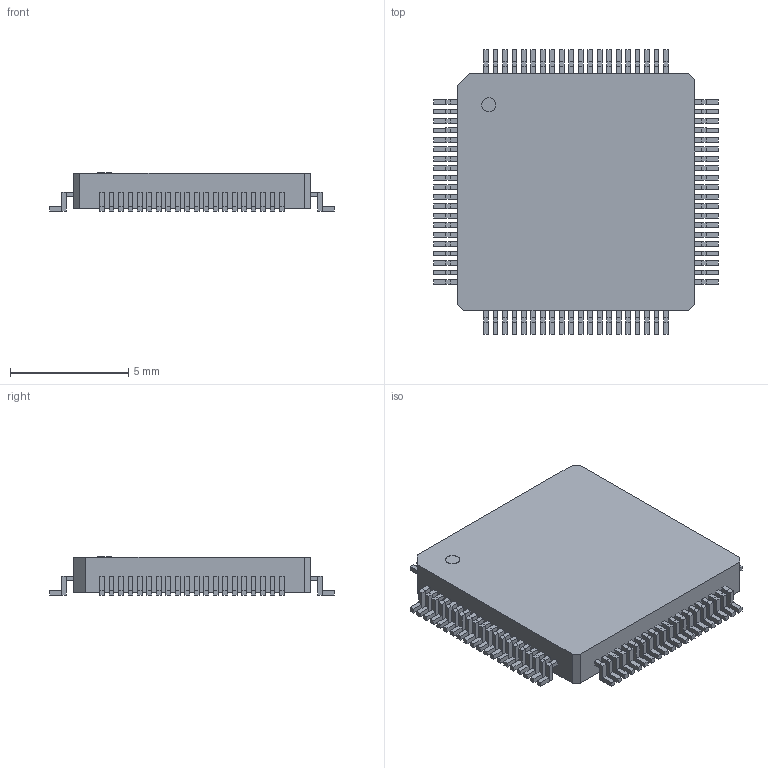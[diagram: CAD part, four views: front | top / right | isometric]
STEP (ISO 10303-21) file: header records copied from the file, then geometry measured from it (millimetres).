
FILE_DESCRIPTION (( 'STEP AP214' ), '1' );
FILE_NAME ('User Library-LQFP80.STEP', '2021-08-12T04:47:40', ( '' ), ( '' ), 'SwSTEP 2.0', 'SolidWorks 2021', '' );
FILE_SCHEMA (( 'AUTOMOTIVE_DESIGN' ));
Length unit declared in the file: millimetre
Products named in the file (17): Extruded4; Cylinder; 352634832; Extruded; Extruded2; Extruded5; 352634960; 352633424; User Library-LQFP80; Free-Models; Extruded1; Board; 352634704; 352634192; Extruded3; 352402576; 352634576
Assembly tree (251 placements, depth 4):
  User Library-LQFP80
    Free-Models
      352634576  x80
        Extruded3
      352634704  x78
        Extruded2
      352633424  x78
        Extruded
      352634960  x2
        Extruded5
      352634832  x2
        Extruded1
      352634192
        Extruded4
      352402576
        Cylinder
    Board
Bounding box: 12.02 x 12.02 x 1.61 mm (x, y, z)
Volume: 155.2 mm3; surface area: 383.4 mm2
Topology: 242 solids, 246 shells, 1458 faces, 2918 edges, 1948 vertices
Faces by surface type: plane 1456, cylinder 2
Entity records: 3696 total; most frequent: DIRECTION 724, CARTESIAN_POINT 477, AXIS2_PLACEMENT_3D 315, PRODUCT_DEFINITION_SHAPE 268, CONTEXT_DEPENDENT_SHAPE_REPRESENTATION 251, ITEM_DEFINED_TRANSFORMATION 251, NEXT_ASSEMBLY_USAGE_OCCURRENCE 251, ORIENTED_EDGE 188
